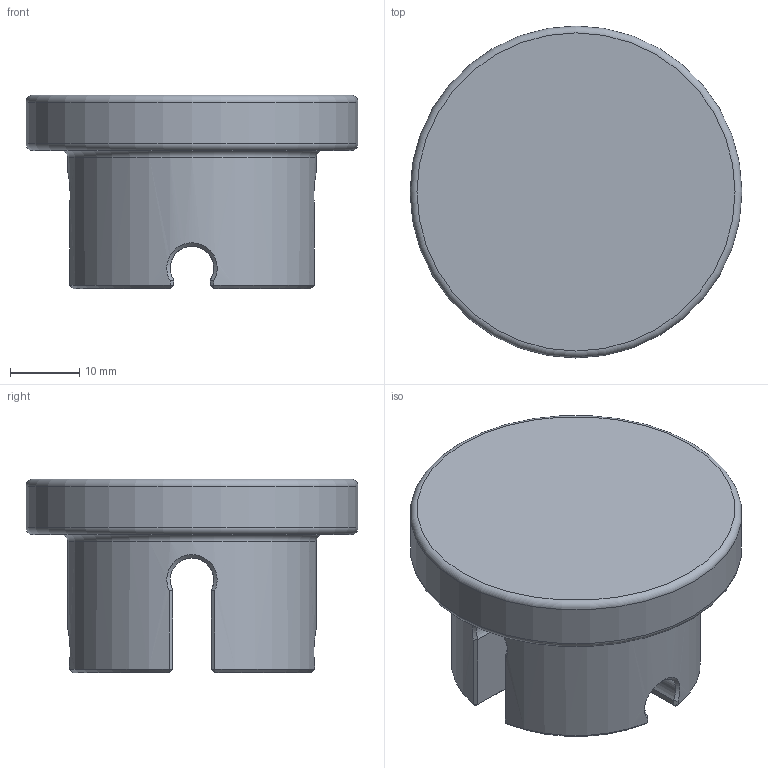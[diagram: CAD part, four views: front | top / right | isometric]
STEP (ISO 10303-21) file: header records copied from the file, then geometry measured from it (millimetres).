
FILE_DESCRIPTION(('FreeCAD Model'),'2;1');
FILE_NAME('Open CASCADE Shape Model','2022-04-22T14:48:44',('Author'),( ''),'Open CASCADE STEP processor 7.5','FreeCAD','Unknown');
FILE_SCHEMA(('AUTOMOTIVE_DESIGN { 1 0 10303 214 1 1 1 1 }'));
Length unit declared in the file: millimetre
Products named in the file (1): Body
Bounding box: 48 x 48 x 28 mm (x, y, z)
Volume: 30484.3 mm3; surface area: 7930.9 mm2
Topology: 1 solids, 1 shells, 53 faces, 118 edges, 68 vertices
Faces by surface type: plane 36, cylinder 5, bspline 5, cone 4, torus 3
Full cylindrical faces by diameter (mm): 36 x1, 48 x1
Entity records: 4686 total; most frequent: CARTESIAN_POINT 2357, DIRECTION 400, ORIENTED_EDGE 236, PCURVE 236, DEFINITIONAL_REPRESENTATION 236, LINE 232, VECTOR 232, EDGE_CURVE 118
